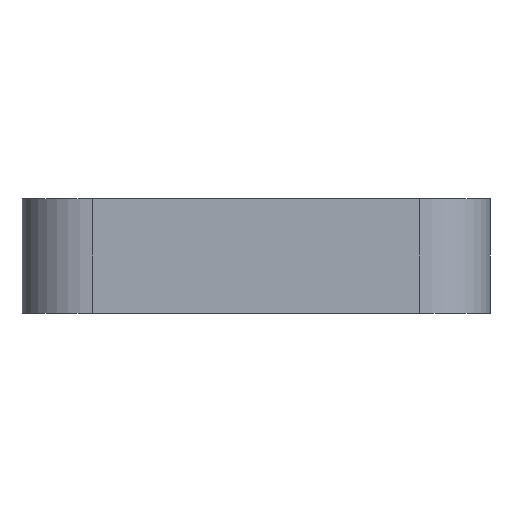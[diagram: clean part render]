
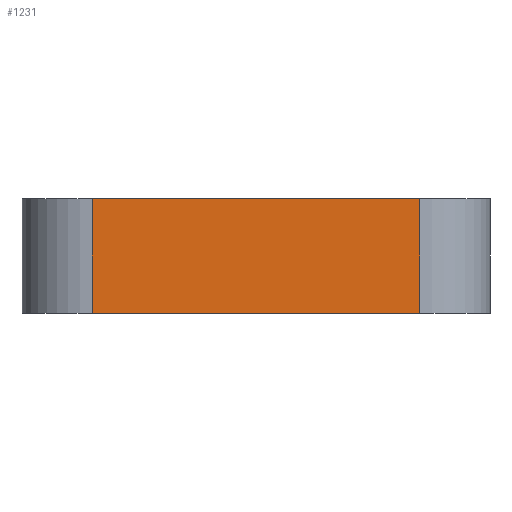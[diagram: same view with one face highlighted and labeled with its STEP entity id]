
A CAD part, left-side view. The second image highlights one B-rep face of the part: STEP entity #1231.
In plain terms, the highlighted planar face has unit normal (-1, 0, 0).
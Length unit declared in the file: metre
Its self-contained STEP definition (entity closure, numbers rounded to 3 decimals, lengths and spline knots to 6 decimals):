
#54=LINE('',#1882,#162);
#55=LINE('',#1886,#163);
#56=LINE('',#1888,#164);
#57=LINE('',#1890,#165);
#162=VECTOR('',#1503,1.);
#163=VECTOR('',#1508,1.);
#164=VECTOR('',#1509,1.);
#165=VECTOR('',#1510,1.);
#282=ORIENTED_EDGE('',*,*,#607,.T.);
#283=ORIENTED_EDGE('',*,*,#608,.F.);
#284=ORIENTED_EDGE('',*,*,#609,.F.);
#285=ORIENTED_EDGE('',*,*,#605,.T.);
#605=EDGE_CURVE('',#767,#766,#54,.T.);
#607=EDGE_CURVE('',#766,#768,#55,.T.);
#608=EDGE_CURVE('',#769,#768,#56,.T.);
#609=EDGE_CURVE('',#767,#769,#57,.T.);
#766=VERTEX_POINT('',#1881);
#767=VERTEX_POINT('',#1883);
#768=VERTEX_POINT('',#1887);
#769=VERTEX_POINT('',#1889);
#935=EDGE_LOOP('',(#282,#283,#284,#285));
#1059=FACE_BOUND('',#935,.T.);
#1180=PLANE('',#1341);
#1231=ADVANCED_FACE('',(#1059),#1180,.F.);
#1341=AXIS2_PLACEMENT_3D('',#1885,#1506,#1507);
#1503=DIRECTION('',(0.,0.,-1.));
#1506=DIRECTION('',(1.,0.,0.));
#1507=DIRECTION('',(0.,0.,-1.));
#1508=DIRECTION('',(0.,-1.,0.));
#1509=DIRECTION('',(0.,0.,-1.));
#1510=DIRECTION('',(0.,-1.,0.));
#1881=CARTESIAN_POINT('',(-0.053795,0.035791,-0.0074));
#1882=CARTESIAN_POINT('',(-0.053795,0.035791,0.0176));
#1883=CARTESIAN_POINT('',(-0.053795,0.035791,0.0176));
#1885=CARTESIAN_POINT('',(-0.053795,0.,0.0176));
#1886=CARTESIAN_POINT('',(-0.053795,0.,-0.0074));
#1887=CARTESIAN_POINT('',(-0.053795,-0.035791,-0.0074));
#1888=CARTESIAN_POINT('',(-0.053795,-0.035791,0.0176));
#1889=CARTESIAN_POINT('',(-0.053795,-0.035791,0.0176));
#1890=CARTESIAN_POINT('',(-0.053795,0.,0.0176));
